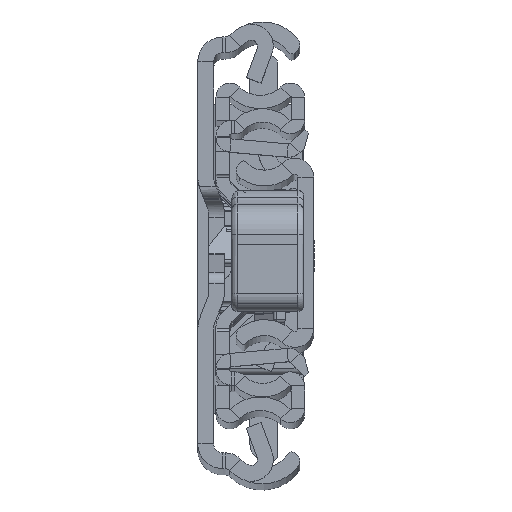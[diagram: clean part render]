
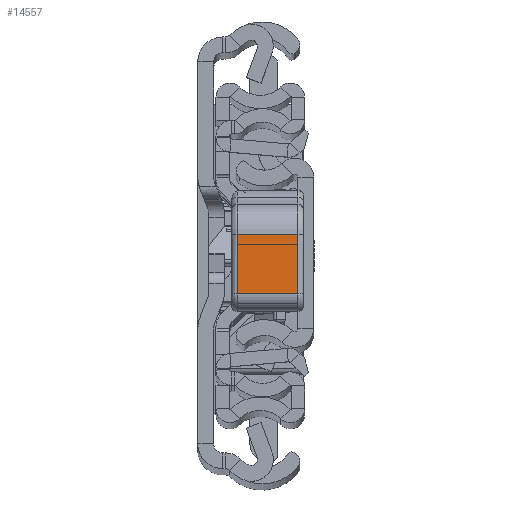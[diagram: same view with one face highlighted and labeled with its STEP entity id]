
A CAD part, top view. The second image highlights one B-rep face of the part: STEP entity #14557.
In plain terms, the highlighted face is planar.
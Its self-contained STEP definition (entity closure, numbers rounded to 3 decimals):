
#556 = DIRECTION ( 'NONE',  ( -0.027, -1., 0. ) ) ;
#1487 = DIRECTION ( 'NONE',  ( 0.027, 1., 0. ) ) ;
#2127 = CARTESIAN_POINT ( 'NONE',  ( 39.818, -2.465, 0. ) ) ;
#3379 = DIRECTION ( 'NONE',  ( 0., 0., -1. ) ) ;
#3637 = ORIENTED_EDGE ( 'NONE', *, *, #15325, .T. ) ;
#4580 = VERTEX_POINT ( 'NONE', #14000 ) ;
#5518 = EDGE_CURVE ( 'NONE', #9500, #4580, #28813, .T. ) ;
#5842 = CARTESIAN_POINT ( 'NONE',  ( 39.55, -12.274, 10. ) ) ;
#7902 = ORIENTED_EDGE ( 'NONE', *, *, #28156, .T. ) ;
#8038 = FACE_OUTER_BOUND ( 'NONE', #27855, .T. ) ;
#9022 = DIRECTION ( 'NONE',  ( -0.027, -1., 0. ) ) ;
#9500 = VERTEX_POINT ( 'NONE', #5842 ) ;
#12076 = LINE ( 'NONE', #22067, #26715 ) ;
#12119 = CARTESIAN_POINT ( 'NONE',  ( 39.55, -12.274, 0. ) ) ;
#13311 = ORIENTED_EDGE ( 'NONE', *, *, #5518, .T. ) ;
#14000 = CARTESIAN_POINT ( 'NONE',  ( 39.55, -12.274, 0. ) ) ;
#14436 = AXIS2_PLACEMENT_3D ( 'NONE', #27969, #15182, #556 ) ;
#14557 = ADVANCED_FACE ( 'NONE', ( #8038 ), #17862, .F. ) ;
#15182 = DIRECTION ( 'NONE',  ( -1., 0.027, 0. ) ) ;
#15325 = EDGE_CURVE ( 'NONE', #26264, #31932, #12076, .T. ) ;
#17862 = PLANE ( 'NONE',  #14436 ) ;
#19337 = CARTESIAN_POINT ( 'NONE',  ( 39.818, -2.465, 10. ) ) ;
#20941 = VECTOR ( 'NONE', #1487, 1000. ) ;
#21780 = LINE ( 'NONE', #12119, #20941 ) ;
#22067 = CARTESIAN_POINT ( 'NONE',  ( 39.818, -2.465, 11. ) ) ;
#23510 = CARTESIAN_POINT ( 'NONE',  ( 39.55, -12.274, 11. ) ) ;
#24401 = EDGE_CURVE ( 'NONE', #4580, #26264, #21780, .T. ) ;
#24876 = DIRECTION ( 'NONE',  ( 0., 0., 1. ) ) ;
#25198 = VECTOR ( 'NONE', #3379, 1000. ) ;
#26264 = VERTEX_POINT ( 'NONE', #2127 ) ;
#26395 = VECTOR ( 'NONE', #9022, 1000. ) ;
#26715 = VECTOR ( 'NONE', #24876, 1000. ) ;
#27855 = EDGE_LOOP ( 'NONE', ( #13311, #30066, #3637, #7902 ) ) ;
#27969 = CARTESIAN_POINT ( 'NONE',  ( 39.55, -12.274, 11. ) ) ;
#28156 = EDGE_CURVE ( 'NONE', #31932, #9500, #29938, .T. ) ;
#28813 = LINE ( 'NONE', #23510, #25198 ) ;
#29938 = LINE ( 'NONE', #31793, #26395 ) ;
#30066 = ORIENTED_EDGE ( 'NONE', *, *, #24401, .T. ) ;
#31793 = CARTESIAN_POINT ( 'NONE',  ( 39.55, -12.274, 10. ) ) ;
#31932 = VERTEX_POINT ( 'NONE', #19337 ) ;
